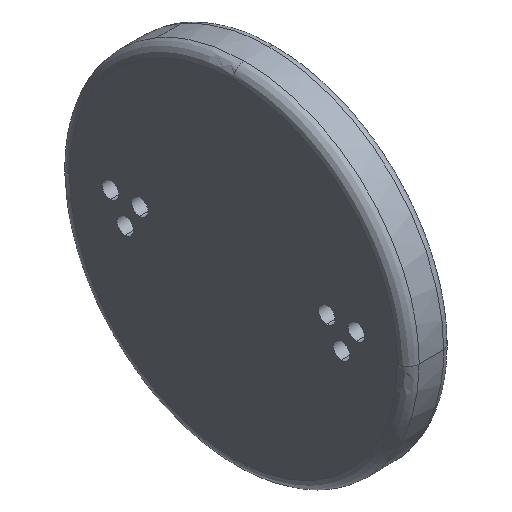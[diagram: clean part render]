
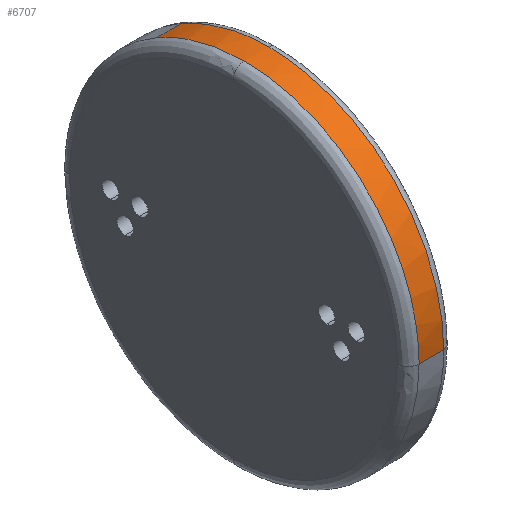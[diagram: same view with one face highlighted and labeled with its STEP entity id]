
A CAD part, isometric view. The second image highlights one B-rep face of the part: STEP entity #6707.
In plain terms, the highlighted free-form (B-spline) face has degree [2, 1] with [3, 2] control points.
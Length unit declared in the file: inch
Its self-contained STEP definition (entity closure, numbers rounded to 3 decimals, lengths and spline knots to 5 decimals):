
#2126=CARTESIAN_POINT('Control Point',(6.59075,-0.36352,2.39125)) ;
#2127=CARTESIAN_POINT('Control Point',(6.59075,0.17238,2.39125)) ;
#2128=CARTESIAN_POINT('Control Point',(6.59075,0.63648,2.1233)) ;
#2129=CARTESIAN_POINT('Vertex',(6.59075,0.63648,2.1233)) ;
#2131=CARTESIAN_POINT('Vertex',(6.59075,-0.36352,2.39125)) ;
#2228=CARTESIAN_POINT('Vertex',(6.59075,-2.36352,0.39125)) ;
#2267=CARTESIAN_POINT('Control Point',(6.59075,-0.36352,2.39125)) ;
#2268=CARTESIAN_POINT('Control Point',(6.59075,-2.36352,2.39125)) ;
#2269=CARTESIAN_POINT('Control Point',(6.59075,-2.36352,0.39125)) ;
#3203=CARTESIAN_POINT('Vertex',(6.872,0.63648,2.1233)) ;
#3207=CARTESIAN_POINT('Control Point',(6.872,0.63648,2.1233)) ;
#3208=CARTESIAN_POINT('Control Point',(6.872,0.17238,2.39125)) ;
#3209=CARTESIAN_POINT('Control Point',(6.872,-0.36352,2.39125)) ;
#3210=CARTESIAN_POINT('Vertex',(6.872,-0.36352,2.39125)) ;
#6664=CARTESIAN_POINT('Control Point',(6.872,0.63648,2.1233)) ;
#6665=CARTESIAN_POINT('Control Point',(6.59075,0.63648,2.1233)) ;
#6682=CARTESIAN_POINT('Control Point',(6.97362,-2.36352,0.39125)) ;
#6683=CARTESIAN_POINT('Control Point',(6.45787,-2.36352,0.39125)) ;
#6684=CARTESIAN_POINT('Control Point',(6.97362,-2.36352,3.85535)) ;
#6685=CARTESIAN_POINT('Control Point',(6.45787,-2.36352,3.85535)) ;
#6686=CARTESIAN_POINT('Control Point',(6.97362,0.63648,2.1233)) ;
#6687=CARTESIAN_POINT('Control Point',(6.45787,0.63648,2.1233)) ;
#6689=CARTESIAN_POINT('Control Point',(6.872,-2.36352,0.39125)) ;
#6690=CARTESIAN_POINT('Control Point',(6.59075,-2.36352,0.39125)) ;
#6691=CARTESIAN_POINT('Vertex',(6.872,-2.36352,0.39125)) ;
#6695=CARTESIAN_POINT('Control Point',(6.872,-2.36352,0.39125)) ;
#6696=CARTESIAN_POINT('Control Point',(6.872,-2.36352,2.39125)) ;
#6697=CARTESIAN_POINT('Control Point',(6.872,-0.36352,2.39125)) ;
#6700=ORIENTED_EDGE('',*,*,#6666,.T.) ;
#6701=ORIENTED_EDGE('',*,*,#2133,.T.) ;
#6702=ORIENTED_EDGE('',*,*,#2270,.T.) ;
#6703=ORIENTED_EDGE('',*,*,#6693,.T.) ;
#6704=ORIENTED_EDGE('',*,*,#6698,.T.) ;
#6705=ORIENTED_EDGE('',*,*,#3212,.T.) ;
#6707=ADVANCED_FACE('R2',(#6706),#6681,.T.) ;
#2133=EDGE_CURVE('',#2130,#2132,#2125,.F.) ;
#2270=EDGE_CURVE('',#2132,#2229,#2266,.T.) ;
#3212=EDGE_CURVE('',#3211,#3204,#3206,.F.) ;
#6666=EDGE_CURVE('',#3204,#2130,#6663,.T.) ;
#6693=EDGE_CURVE('',#2229,#6692,#6688,.F.) ;
#6698=EDGE_CURVE('',#6692,#3211,#6694,.T.) ;
#6699=EDGE_LOOP('',(#6700,#6701,#6702,#6703,#6704,#6705)) ;
#6706=FACE_OUTER_BOUND('',#6699,.T.) ;
#2130=VERTEX_POINT('',#2129) ;
#2132=VERTEX_POINT('',#2131) ;
#2229=VERTEX_POINT('',#2228) ;
#3204=VERTEX_POINT('',#3203) ;
#3211=VERTEX_POINT('',#3210) ;
#6692=VERTEX_POINT('',#6691) ;
#2125=(BOUNDED_CURVE()B_SPLINE_CURVE(2,(#2126,#2127,#2128),.UNSPECIFIED.,.F.,.U.)B_SPLINE_CURVE_WITH_KNOTS((3,3),(391.73306,431.60955),.UNSPECIFIED.)CURVE()GEOMETRIC_REPRESENTATION_ITEM()RATIONAL_B_SPLINE_CURVE((0.804,0.75,0.75))REPRESENTATION_ITEM('')) ;
#2266=(BOUNDED_CURVE()B_SPLINE_CURVE(2,(#2267,#2268,#2269),.UNSPECIFIED.,.F.,.U.)B_SPLINE_CURVE_WITH_KNOTS((3,3),(391.73306,517.53147),.UNSPECIFIED.)CURVE()GEOMETRIC_REPRESENTATION_ITEM()RATIONAL_B_SPLINE_CURVE((0.804,0.634,1.))REPRESENTATION_ITEM('')) ;
#3206=(BOUNDED_CURVE()B_SPLINE_CURVE(2,(#3207,#3208,#3209),.UNSPECIFIED.,.F.,.U.)B_SPLINE_CURVE_WITH_KNOTS((3,3),(88.43848,128.55472),.UNSPECIFIED.)CURVE()GEOMETRIC_REPRESENTATION_ITEM()RATIONAL_B_SPLINE_CURVE((0.75,0.75,0.804))REPRESENTATION_ITEM('')) ;
#6663=(BOUNDED_CURVE()B_SPLINE_CURVE(1,(#6664,#6665),.UNSPECIFIED.,.F.,.U.)B_SPLINE_CURVE_WITH_KNOTS((2,2),(2.58125,9.725),.UNSPECIFIED.)CURVE()GEOMETRIC_REPRESENTATION_ITEM()RATIONAL_B_SPLINE_CURVE((1.,1.))REPRESENTATION_ITEM('')) ;
#6688=(BOUNDED_CURVE()B_SPLINE_CURVE(1,(#6689,#6690),.UNSPECIFIED.,.F.,.U.)B_SPLINE_CURVE_WITH_KNOTS((2,2),(2.58125,9.725),.UNSPECIFIED.)CURVE()GEOMETRIC_REPRESENTATION_ITEM()RATIONAL_B_SPLINE_CURVE((1.,1.))REPRESENTATION_ITEM('')) ;
#6694=(BOUNDED_CURVE()B_SPLINE_CURVE(2,(#6695,#6696,#6697),.UNSPECIFIED.,.F.,.U.)B_SPLINE_CURVE_WITH_KNOTS((3,3),(0.,128.82364),.UNSPECIFIED.)CURVE()GEOMETRIC_REPRESENTATION_ITEM()RATIONAL_B_SPLINE_CURVE((1.,0.634,0.804))REPRESENTATION_ITEM('')) ;
#6681=(BOUNDED_SURFACE()B_SPLINE_SURFACE(2,1,((#6682,#6683),(#6684,#6685),(#6686,#6687)),.UNSPECIFIED.,.F.,.F.,.U.)B_SPLINE_SURFACE_WITH_KNOTS((3,3),(2,2),(0.,175.97636),(0.,13.1),.UNSPECIFIED.)GEOMETRIC_REPRESENTATION_ITEM()RATIONAL_B_SPLINE_SURFACE(((1.,1.),(0.5,0.5),(1.,1.)))REPRESENTATION_ITEM('Rational BSpline Surface')SURFACE()) ;
